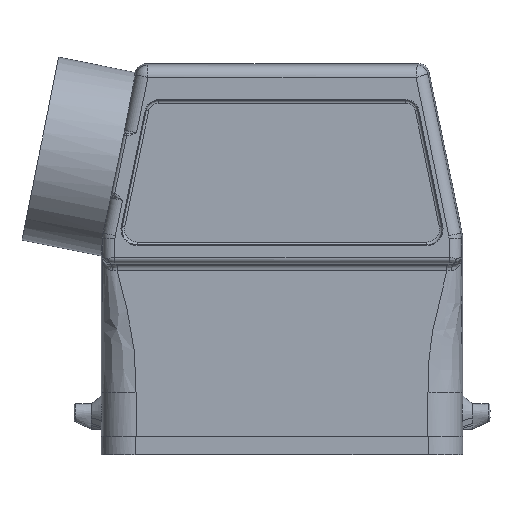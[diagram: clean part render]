
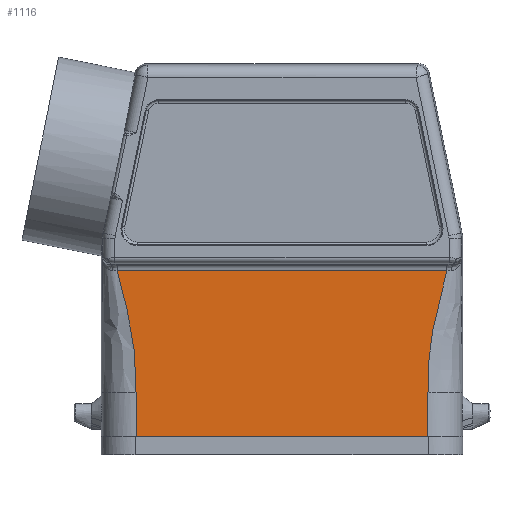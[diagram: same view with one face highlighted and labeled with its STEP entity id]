
A CAD part, front view. The second image highlights one B-rep face of the part: STEP entity #1116.
In plain terms, the highlighted planar face has unit normal (0, -1, 0).
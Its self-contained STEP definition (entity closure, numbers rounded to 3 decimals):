
#736=B_SPLINE_CURVE_WITH_KNOTS('',3,(#10152,#10153,#10154,#10155,#10156,
#10157,#10158,#10159),.UNSPECIFIED.,.F.,.F.,(4,2,2,4),(0.,0.5,0.75,1.),
 .UNSPECIFIED.);
#737=B_SPLINE_CURVE_WITH_KNOTS('',3,(#10164,#10165,#10166,#10167,#10168,
#10169,#10170),.UNSPECIFIED.,.F.,.F.,(4,1,1,1,4),(0.,0.246,
0.494,0.626,1.),.UNSPECIFIED.);
#1116=ADVANCED_FACE('',(#1572),#1395,.T.);
#1395=PLANE('',#6106);
#1572=FACE_OUTER_BOUND('',#1924,.T.);
#1924=EDGE_LOOP('',(#2819,#2820,#2821,#2822,#2823,#2824));
#2819=ORIENTED_EDGE('',*,*,#4855,.F.);
#2820=ORIENTED_EDGE('',*,*,#4856,.T.);
#2821=ORIENTED_EDGE('',*,*,#4857,.F.);
#2822=ORIENTED_EDGE('',*,*,#4852,.T.);
#2823=ORIENTED_EDGE('',*,*,#4481,.T.);
#2824=ORIENTED_EDGE('',*,*,#4858,.T.);
#3947=VERTEX_POINT('',#7422);
#3948=VERTEX_POINT('',#7424);
#4204=VERTEX_POINT('',#10143);
#4205=VERTEX_POINT('',#10160);
#4206=VERTEX_POINT('',#10161);
#4207=VERTEX_POINT('',#10163);
#4481=EDGE_CURVE('',#3948,#3947,#5352,.T.);
#4852=EDGE_CURVE('',#4204,#3948,#5511,.T.);
#4855=EDGE_CURVE('',#4205,#4206,#736,.T.);
#4856=EDGE_CURVE('',#4205,#4207,#5512,.T.);
#4857=EDGE_CURVE('',#4204,#4207,#737,.T.);
#4858=EDGE_CURVE('',#3947,#4206,#5513,.T.);
#5352=LINE('',#7423,#5650);
#5511=LINE('',#10142,#5809);
#5512=LINE('',#10162,#5810);
#5513=LINE('',#10171,#5811);
#5650=VECTOR('',#6342,1.);
#5809=VECTOR('',#6809,1.);
#5810=VECTOR('',#6814,1.);
#5811=VECTOR('',#6815,1.);
#6106=AXIS2_PLACEMENT_3D('',#10172,#6816,#6817);
#6342=DIRECTION('',(1.,0.,0.));
#6809=DIRECTION('',(0.,0.,-1.));
#6814=DIRECTION('',(-1.,0.,0.));
#6815=DIRECTION('',(0.,0.,1.));
#6816=DIRECTION('',(0.,-1.,0.));
#6817=DIRECTION('',(0.,0.,-1.));
#7422=CARTESIAN_POINT('',(-34.504,-14.6,-0.706));
#7423=CARTESIAN_POINT('',(-84.896,-14.6,-0.706));
#7424=CARTESIAN_POINT('',(-84.896,-14.6,-0.706));
#10142=CARTESIAN_POINT('',(-84.896,-14.6,6.903));
#10143=CARTESIAN_POINT('',(-84.896,-14.6,6.903));
#10152=CARTESIAN_POINT('',(-31.246,-14.6,27.937));
#10153=CARTESIAN_POINT('',(-32.206,-14.6,24.432));
#10154=CARTESIAN_POINT('',(-33.11,-14.6,20.926));
#10155=CARTESIAN_POINT('',(-34.027,-14.6,15.667));
#10156=CARTESIAN_POINT('',(-34.259,-14.6,13.914));
#10157=CARTESIAN_POINT('',(-34.52,-14.6,10.409));
#10158=CARTESIAN_POINT('',(-34.504,-14.6,8.656));
#10159=CARTESIAN_POINT('',(-34.504,-14.6,6.903));
#10160=CARTESIAN_POINT('',(-31.246,-14.6,27.937));
#10161=CARTESIAN_POINT('',(-34.504,-14.6,6.903));
#10162=CARTESIAN_POINT('',(-31.246,-14.6,27.937));
#10163=CARTESIAN_POINT('',(-88.154,-14.6,27.937));
#10164=CARTESIAN_POINT('',(-84.896,-14.6,6.903));
#10165=CARTESIAN_POINT('',(-84.894,-14.6,8.658));
#10166=CARTESIAN_POINT('',(-84.89,-14.6,12.182));
#10167=CARTESIAN_POINT('',(-85.501,-14.6,16.61));
#10168=CARTESIAN_POINT('',(-86.531,-14.6,21.88));
#10169=CARTESIAN_POINT('',(-87.464,-14.6,25.361));
#10170=CARTESIAN_POINT('',(-88.154,-14.6,27.937));
#10171=CARTESIAN_POINT('',(-34.504,-14.6,-0.706));
#10172=CARTESIAN_POINT('',(-154.957,-14.6,99.998));
